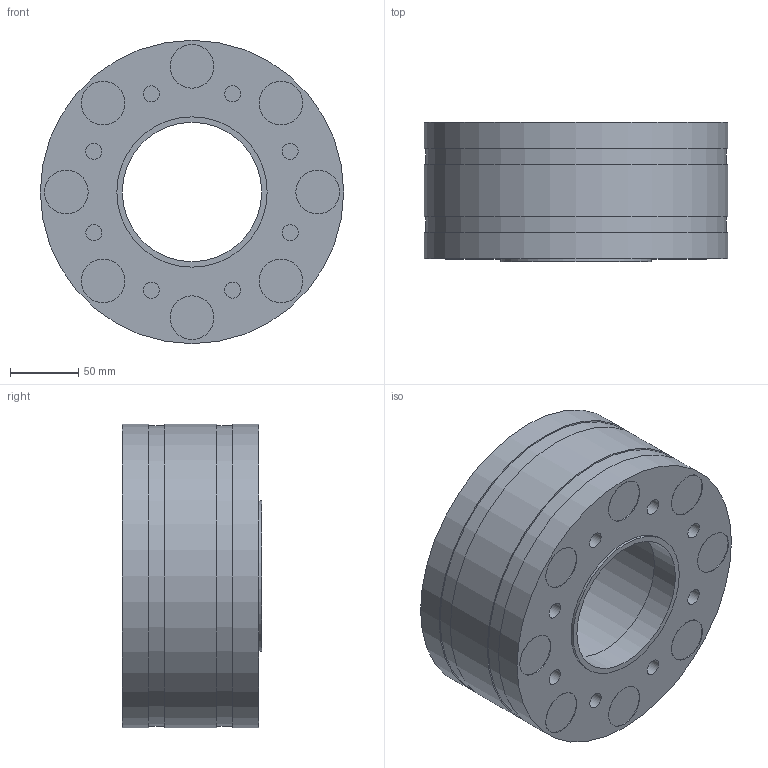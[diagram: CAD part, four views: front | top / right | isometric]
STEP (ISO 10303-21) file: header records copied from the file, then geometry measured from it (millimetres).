
FILE_DESCRIPTION(/* description */ ('Unknown'),/* implementation_level */ '2;1');
FILE_NAME(/* name */ 'HK25-64-TF216-3ZS-Dummy',/* time_stamp */ '2016-10-20T10:41:51+02:00',/* author */ ('Unknown'),/* organization */ ('Unknown'),/* preprocessor_version */ 'ST-DEVELOPER v16.7',/* originating_system */ 'DEX',/* authorisation */ $);
FILE_SCHEMA (('AUTOMOTIVE_DESIGN {1 0 10303 214 3 1 1}'));
Length unit declared in the file: millimetre
Products named in the file (1): HK25-64-TF216-3ZS-Dummy
Bounding box: 222 x 101.8 x 222 mm (x, y, z)
Volume: 2743585.9 mm3; surface area: 190408 mm2
Topology: 1 solids, 1 shells, 96 faces, 144 edges, 96 vertices
Faces by surface type: cylinder 48, plane 48
Full cylindrical faces by diameter (mm): 11.835 x8, 13.835 x16, 32 x16, 102 x1, 110 x1, 118 x1, 220 x2, 222 x3
Entity records: 2624 total; most frequent: DIRECTION 386, CARTESIAN_POINT 289, AXIS2_PLACEMENT_3D 193, ORIENTED_EDGE 192, EDGE_LOOP 192, FACE_BOUND 192, EDGE_CURVE 96, VERTEX_POINT 96
